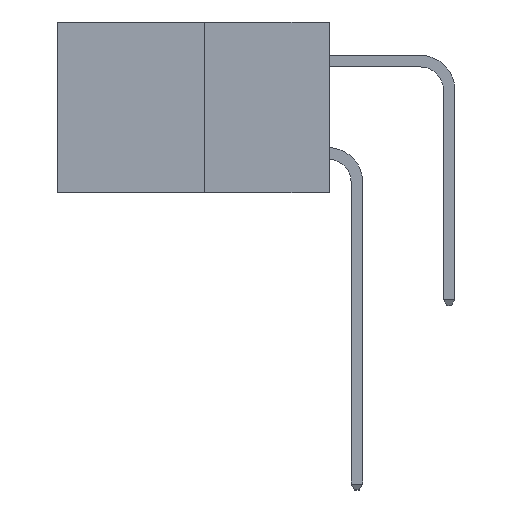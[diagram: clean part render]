
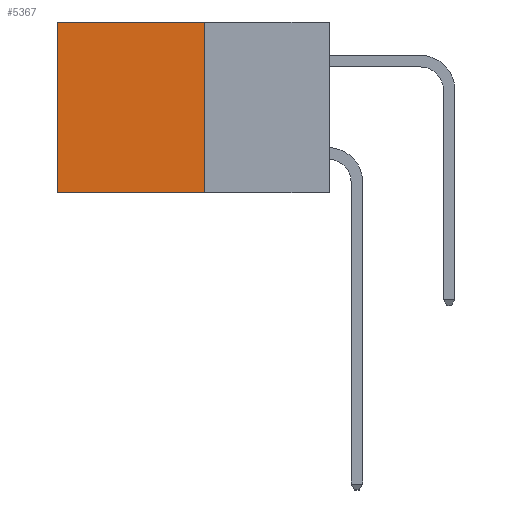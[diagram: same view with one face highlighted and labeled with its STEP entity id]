
A CAD part, left-side view. The second image highlights one B-rep face of the part: STEP entity #5367.
In plain terms, the highlighted planar face has unit normal (-1, 0, 0).
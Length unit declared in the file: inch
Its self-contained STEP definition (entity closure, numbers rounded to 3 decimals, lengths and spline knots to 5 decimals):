
#468 = VERTEX_POINT ( 'NONE', #984 ) ;
#984 = CARTESIAN_POINT ( 'NONE',  ( 0.277, 0.59, -0.37 ) ) ;
#2678 = LINE ( 'NONE', #25980, #26408 ) ;
#4619 = EDGE_CURVE ( 'NONE', #17295, #468, #15845, .T. ) ;
#5367 = ADVANCED_FACE ( 'NONE', ( #24748 ), #14817, .F. ) ;
#5895 = VECTOR ( 'NONE', #22771, 39.37008 ) ;
#6700 = CARTESIAN_POINT ( 'NONE',  ( 0.277, 0.27, 0. ) ) ;
#7435 = EDGE_CURVE ( 'NONE', #18570, #17295, #2678, .T. ) ;
#8681 = ORIENTED_EDGE ( 'NONE', *, *, #7435, .F. ) ;
#9715 = VECTOR ( 'NONE', #23797, 39.37008 ) ;
#9933 = DIRECTION ( 'NONE',  ( 0., 0., -1. ) ) ;
#11043 = VECTOR ( 'NONE', #18303, 39.37008 ) ;
#11467 = CARTESIAN_POINT ( 'NONE',  ( 0.277, 0.59, -0.37 ) ) ;
#11495 = CARTESIAN_POINT ( 'NONE',  ( 0.277, 0.27, 0. ) ) ;
#12832 = EDGE_CURVE ( 'NONE', #18570, #13862, #24215, .T. ) ;
#13862 = VERTEX_POINT ( 'NONE', #16387 ) ;
#14421 = CARTESIAN_POINT ( 'NONE',  ( 0.277, 0.27, -0.37 ) ) ;
#14775 = DIRECTION ( 'NONE',  ( 0., 0., -1. ) ) ;
#14778 = DIRECTION ( 'NONE',  ( 1., 0., 0. ) ) ;
#14817 = PLANE ( 'NONE',  #29067 ) ;
#15259 = CARTESIAN_POINT ( 'NONE',  ( 0.277, 0.27, -0.37 ) ) ;
#15845 = LINE ( 'NONE', #23759, #9715 ) ;
#16387 = CARTESIAN_POINT ( 'NONE',  ( 0.277, 0.59, 0. ) ) ;
#17108 = EDGE_CURVE ( 'NONE', #13862, #468, #28606, .T. ) ;
#17295 = VERTEX_POINT ( 'NONE', #14421 ) ;
#18303 = DIRECTION ( 'NONE',  ( 0., 0., -1. ) ) ;
#18570 = VERTEX_POINT ( 'NONE', #11495 ) ;
#20067 = ORIENTED_EDGE ( 'NONE', *, *, #4619, .F. ) ;
#20165 = EDGE_LOOP ( 'NONE', ( #26532, #20067, #8681, #24089 ) ) ;
#22771 = DIRECTION ( 'NONE',  ( 0., 1., 0. ) ) ;
#23759 = CARTESIAN_POINT ( 'NONE',  ( 0.277, 0.27, -0.37 ) ) ;
#23797 = DIRECTION ( 'NONE',  ( 0., 1., 0. ) ) ;
#24089 = ORIENTED_EDGE ( 'NONE', *, *, #12832, .T. ) ;
#24215 = LINE ( 'NONE', #6700, #5895 ) ;
#24748 = FACE_OUTER_BOUND ( 'NONE', #20165, .T. ) ;
#25980 = CARTESIAN_POINT ( 'NONE',  ( 0.277, 0.27, -0.37 ) ) ;
#26408 = VECTOR ( 'NONE', #9933, 39.37008 ) ;
#26532 = ORIENTED_EDGE ( 'NONE', *, *, #17108, .T. ) ;
#28606 = LINE ( 'NONE', #11467, #11043 ) ;
#29067 = AXIS2_PLACEMENT_3D ( 'NONE', #15259, #14778, #14775 ) ;
